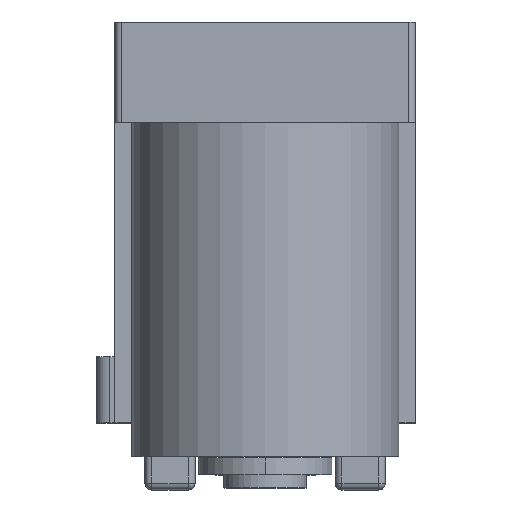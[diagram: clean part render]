
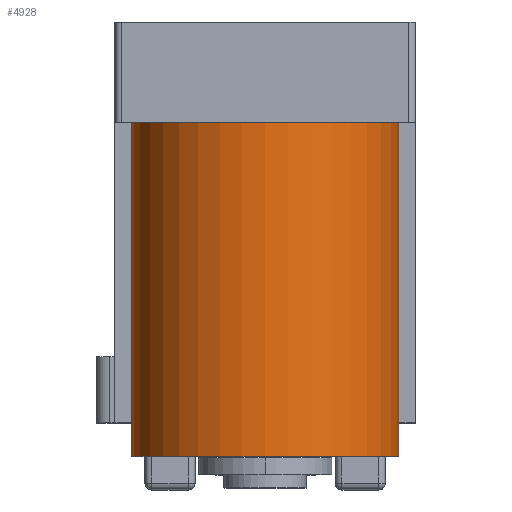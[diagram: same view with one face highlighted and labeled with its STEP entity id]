
A CAD part, top view. The second image highlights one B-rep face of the part: STEP entity #4928.
In plain terms, the highlighted cylindrical face has radius 4 mm (diameter 8 mm), a partial arc.
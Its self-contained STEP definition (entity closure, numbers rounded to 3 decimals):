
#26 = CARTESIAN_POINT ( 'NONE',  ( -1.661, 7.5, 6.6 ) ) ;
#46 = DIRECTION ( 'NONE',  ( 0., 1., 0. ) ) ;
#166 = CARTESIAN_POINT ( 'NONE',  ( -1.661, 7.5, 6.6 ) ) ;
#323 = AXIS2_PLACEMENT_3D ( 'NONE', #2020, #4258, #832 ) ;
#373 = VERTEX_POINT ( 'NONE', #26 ) ;
#505 = DIRECTION ( 'NONE',  ( 0., -1., 0. ) ) ;
#545 = VERTEX_POINT ( 'NONE', #3688 ) ;
#606 = AXIS2_PLACEMENT_3D ( 'NONE', #754, #46, #2309 ) ;
#754 = CARTESIAN_POINT ( 'NONE',  ( 2.339, 7.5, 6.6 ) ) ;
#832 = DIRECTION ( 'NONE',  ( 1., 0., 0. ) ) ;
#883 = VECTOR ( 'NONE', #505, 1000. ) ;
#922 = EDGE_CURVE ( 'NONE', #1335, #545, #2378, .T. ) ;
#1110 = DIRECTION ( 'NONE',  ( 0., -1., 0. ) ) ;
#1165 = CARTESIAN_POINT ( 'NONE',  ( 6.339, 7.5, 6.6 ) ) ;
#1247 = CIRCLE ( 'NONE', #3167, 4. ) ;
#1335 = VERTEX_POINT ( 'NONE', #4694 ) ;
#1442 = LINE ( 'NONE', #2178, #4762 ) ;
#1444 = CARTESIAN_POINT ( 'NONE',  ( 2.339, -2.5, 6.6 ) ) ;
#1586 = CARTESIAN_POINT ( 'NONE',  ( 6.339, -2.5, 6.6 ) ) ;
#1762 = EDGE_CURVE ( 'NONE', #4494, #545, #1247, .T. ) ;
#1771 = DIRECTION ( 'NONE',  ( 0., -1., 0. ) ) ;
#1845 = ORIENTED_EDGE ( 'NONE', *, *, #4793, .F. ) ;
#1920 = EDGE_CURVE ( 'NONE', #4220, #373, #3438, .T. ) ;
#1958 = FACE_OUTER_BOUND ( 'NONE', #4893, .T. ) ;
#2020 = CARTESIAN_POINT ( 'NONE',  ( 2.339, 7.5, 6.6 ) ) ;
#2067 = VECTOR ( 'NONE', #1110, 1000. ) ;
#2075 = ORIENTED_EDGE ( 'NONE', *, *, #1920, .T. ) ;
#2178 = CARTESIAN_POINT ( 'NONE',  ( 6.339, 7.5, 6.6 ) ) ;
#2309 = DIRECTION ( 'NONE',  ( -1., 0., 0. ) ) ;
#2378 = LINE ( 'NONE', #4729, #883 ) ;
#2464 = LINE ( 'NONE', #166, #4291 ) ;
#2596 = VERTEX_POINT ( 'NONE', #4964 ) ;
#3069 = ORIENTED_EDGE ( 'NONE', *, *, #3252, .F. ) ;
#3167 = AXIS2_PLACEMENT_3D ( 'NONE', #1444, #3280, #4105 ) ;
#3252 = EDGE_CURVE ( 'NONE', #2596, #4494, #4952, .T. ) ;
#3280 = DIRECTION ( 'NONE',  ( 0., -1., 0. ) ) ;
#3438 = CIRCLE ( 'NONE', #323, 4. ) ;
#3688 = CARTESIAN_POINT ( 'NONE',  ( -1.661, -2.5, 6.6 ) ) ;
#4062 = DIRECTION ( 'NONE',  ( 0., -1., 0. ) ) ;
#4105 = DIRECTION ( 'NONE',  ( 1., 0., 0. ) ) ;
#4184 = CYLINDRICAL_SURFACE ( 'NONE', #606, 4. ) ;
#4220 = VERTEX_POINT ( 'NONE', #1165 ) ;
#4258 = DIRECTION ( 'NONE',  ( 0., -1., 0. ) ) ;
#4291 = VECTOR ( 'NONE', #1771, 1000. ) ;
#4304 = EDGE_CURVE ( 'NONE', #373, #1335, #2464, .T. ) ;
#4494 = VERTEX_POINT ( 'NONE', #1586 ) ;
#4533 = ORIENTED_EDGE ( 'NONE', *, *, #922, .T. ) ;
#4591 = ORIENTED_EDGE ( 'NONE', *, *, #4304, .T. ) ;
#4694 = CARTESIAN_POINT ( 'NONE',  ( -1.661, -1.5, 6.6 ) ) ;
#4729 = CARTESIAN_POINT ( 'NONE',  ( -1.661, -1.5, 6.6 ) ) ;
#4762 = VECTOR ( 'NONE', #4062, 1000. ) ;
#4793 = EDGE_CURVE ( 'NONE', #4220, #2596, #1442, .T. ) ;
#4848 = CARTESIAN_POINT ( 'NONE',  ( 6.339, -1.5, 6.6 ) ) ;
#4893 = EDGE_LOOP ( 'NONE', ( #2075, #4591, #4533, #4912, #3069, #1845 ) ) ;
#4912 = ORIENTED_EDGE ( 'NONE', *, *, #1762, .F. ) ;
#4928 = ADVANCED_FACE ( 'NONE', ( #1958 ), #4184, .T. ) ;
#4952 = LINE ( 'NONE', #4848, #2067 ) ;
#4964 = CARTESIAN_POINT ( 'NONE',  ( 6.339, -1.5, 6.6 ) ) ;
